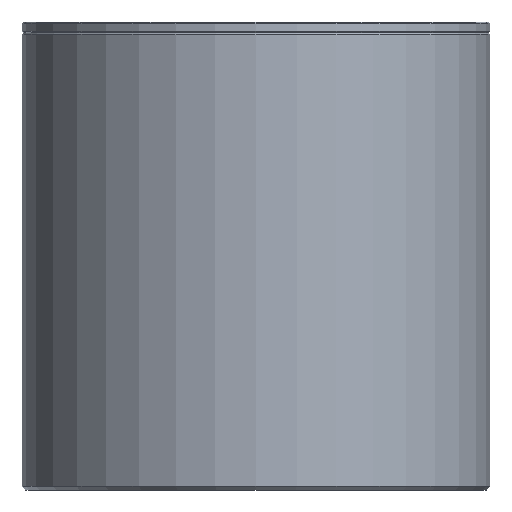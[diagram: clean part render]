
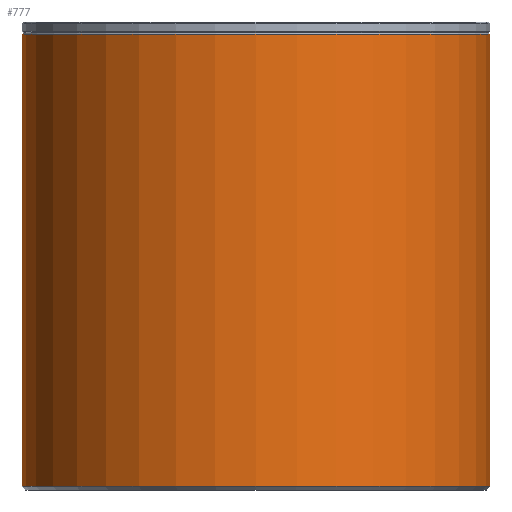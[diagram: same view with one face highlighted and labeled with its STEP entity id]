
A CAD part, front view. The second image highlights one B-rep face of the part: STEP entity #777.
In plain terms, the highlighted cylindrical face has radius 32.5 mm (diameter 65 mm), a full revolution.
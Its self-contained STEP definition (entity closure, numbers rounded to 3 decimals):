
#7 = DIRECTION ( 'NONE',  ( -1., 0., 0. ) ) ;
#9 = CARTESIAN_POINT ( 'NONE',  ( 0., 0., 63.341 ) ) ;
#53 = ORIENTED_EDGE ( 'NONE', *, *, #486, .F. ) ;
#124 = DIRECTION ( 'NONE',  ( -1., 0., 0. ) ) ;
#223 = DIRECTION ( 'NONE',  ( 0., 0., -1. ) ) ;
#269 = FACE_OUTER_BOUND ( 'NONE', #664, .T. ) ;
#270 = CIRCLE ( 'NONE', #506, 32.5 ) ;
#330 = AXIS2_PLACEMENT_3D ( 'NONE', #778, #986, #448 ) ;
#348 = VERTEX_POINT ( 'NONE', #1103 ) ;
#448 = DIRECTION ( 'NONE',  ( -1., 0., 0. ) ) ;
#466 = CARTESIAN_POINT ( 'NONE',  ( -32.5, 0., 63.341 ) ) ;
#473 = EDGE_CURVE ( 'NONE', #481, #481, #938, .T. ) ;
#481 = VERTEX_POINT ( 'NONE', #466 ) ;
#486 = EDGE_CURVE ( 'NONE', #348, #348, #270, .T. ) ;
#506 = AXIS2_PLACEMENT_3D ( 'NONE', #1051, #1260, #7 ) ;
#664 = EDGE_LOOP ( 'NONE', ( #1143 ) ) ;
#745 = EDGE_LOOP ( 'NONE', ( #53 ) ) ;
#777 = ADVANCED_FACE ( 'NONE', ( #269, #1063 ), #1221, .T. ) ;
#778 = CARTESIAN_POINT ( 'NONE',  ( 0., 0., 0. ) ) ;
#785 = AXIS2_PLACEMENT_3D ( 'NONE', #9, #223, #124 ) ;
#938 = CIRCLE ( 'NONE', #785, 32.5 ) ;
#986 = DIRECTION ( 'NONE',  ( 0., 0., -1. ) ) ;
#1051 = CARTESIAN_POINT ( 'NONE',  ( 0., 0., 0.5 ) ) ;
#1063 = FACE_OUTER_BOUND ( 'NONE', #745, .T. ) ;
#1103 = CARTESIAN_POINT ( 'NONE',  ( -32.5, 0., 0.5 ) ) ;
#1143 = ORIENTED_EDGE ( 'NONE', *, *, #473, .T. ) ;
#1221 = CYLINDRICAL_SURFACE ( 'NONE', #330, 32.5 ) ;
#1260 = DIRECTION ( 'NONE',  ( 0., 0., -1. ) ) ;
